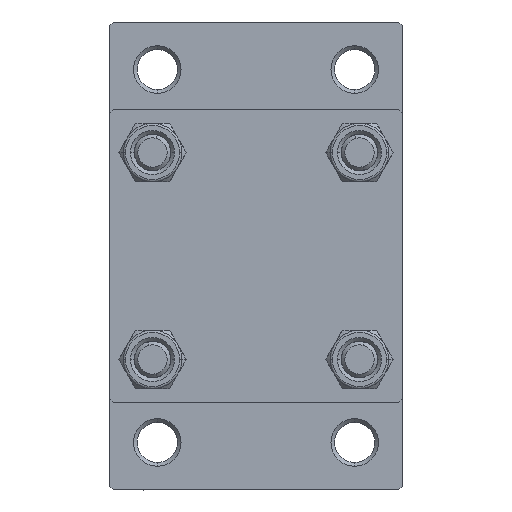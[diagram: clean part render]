
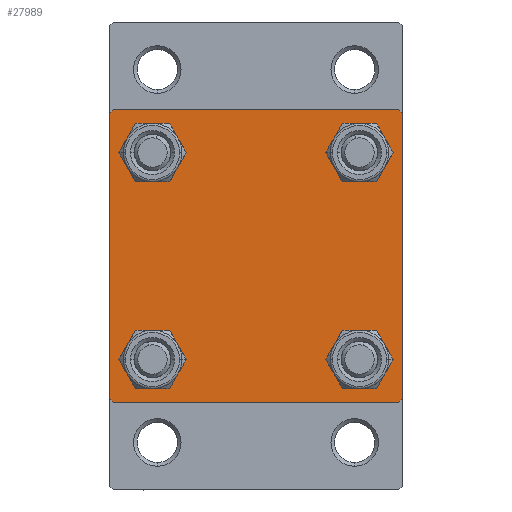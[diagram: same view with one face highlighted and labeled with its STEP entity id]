
A CAD part, left-side view. The second image highlights one B-rep face of the part: STEP entity #27989.
In plain terms, the highlighted planar face has unit normal (-1, 0, 0).
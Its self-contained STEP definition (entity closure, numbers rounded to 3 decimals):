
#247 = CARTESIAN_POINT ( 'NONE',  ( 0., -20., 19.5 ) ) ;
#714 = ORIENTED_EDGE ( 'NONE', *, *, #2940, .T. ) ;
#1806 = DIRECTION ( 'NONE',  ( 0., 0., -1. ) ) ;
#1927 = AXIS2_PLACEMENT_3D ( 'NONE', #40310, #5768, #21168 ) ;
#2223 = CIRCLE ( 'NONE', #31233, 3. ) ;
#2940 = EDGE_CURVE ( 'NONE', #19639, #40354, #2223, .T. ) ;
#3534 = DIRECTION ( 'NONE',  ( 1., 0., 0. ) ) ;
#3579 = DIRECTION ( 'NONE',  ( 0., 0., 1. ) ) ;
#4302 = DIRECTION ( 'NONE',  ( 1., 0., 0. ) ) ;
#4385 = DIRECTION ( 'NONE',  ( 0., -1., 0. ) ) ;
#4431 = VERTEX_POINT ( 'NONE', #42440 ) ;
#4683 = FACE_BOUND ( 'NONE', #49709, .T. ) ;
#5126 = VECTOR ( 'NONE', #32315, 1000. ) ;
#5183 = DIRECTION ( 'NONE',  ( 0., 0., 1. ) ) ;
#5768 = DIRECTION ( 'NONE',  ( 1., 0., 0. ) ) ;
#6820 = EDGE_CURVE ( 'NONE', #24674, #25752, #42102, .T. ) ;
#7220 = EDGE_CURVE ( 'NONE', #34703, #49228, #24841, .T. ) ;
#7425 = DIRECTION ( 'NONE',  ( 0., 0.707, 0.707 ) ) ;
#8474 = ORIENTED_EDGE ( 'NONE', *, *, #19674, .T. ) ;
#10065 = EDGE_CURVE ( 'NONE', #25752, #29100, #32035, .T. ) ;
#10778 = AXIS2_PLACEMENT_3D ( 'NONE', #37379, #48974, #3579 ) ;
#12809 = VERTEX_POINT ( 'NONE', #42645 ) ;
#13161 = CARTESIAN_POINT ( 'NONE',  ( 0., -20., 20. ) ) ;
#13199 = CIRCLE ( 'NONE', #1927, 3. ) ;
#13378 = VECTOR ( 'NONE', #7425, 1000. ) ;
#14908 = DIRECTION ( 'NONE',  ( 0., 0., 1. ) ) ;
#15305 = ORIENTED_EDGE ( 'NONE', *, *, #24537, .T. ) ;
#15535 = VECTOR ( 'NONE', #4385, 1000. ) ;
#15627 = ORIENTED_EDGE ( 'NONE', *, *, #31909, .T. ) ;
#15710 = LINE ( 'NONE', #24538, #46417 ) ;
#16116 = EDGE_LOOP ( 'NONE', ( #714, #48146 ) ) ;
#16281 = FACE_BOUND ( 'NONE', #26401, .T. ) ;
#16333 = EDGE_CURVE ( 'NONE', #49228, #34703, #28297, .T. ) ;
#16503 = CARTESIAN_POINT ( 'NONE',  ( 0., 14.15, -14.15 ) ) ;
#17005 = DIRECTION ( 'NONE',  ( 1., 0., 0. ) ) ;
#17183 = LINE ( 'NONE', #47425, #5126 ) ;
#17361 = CARTESIAN_POINT ( 'NONE',  ( 0., -14.15, -17.15 ) ) ;
#18576 = DIRECTION ( 'NONE',  ( 1., 0., 0. ) ) ;
#18843 = CARTESIAN_POINT ( 'NONE',  ( 0., -14.15, 11.15 ) ) ;
#19293 = LINE ( 'NONE', #30869, #15535 ) ;
#19452 = VERTEX_POINT ( 'NONE', #22174 ) ;
#19639 = VERTEX_POINT ( 'NONE', #21379 ) ;
#19674 = EDGE_CURVE ( 'NONE', #12809, #4431, #36729, .T. ) ;
#19703 = DIRECTION ( 'NONE',  ( 0., 0., 1. ) ) ;
#19730 = EDGE_CURVE ( 'NONE', #43070, #48788, #32356, .T. ) ;
#19970 = VECTOR ( 'NONE', #42349, 1000. ) ;
#21168 = DIRECTION ( 'NONE',  ( 0., 0., 1. ) ) ;
#21379 = CARTESIAN_POINT ( 'NONE',  ( 0., -14.15, 17.15 ) ) ;
#21960 = CIRCLE ( 'NONE', #41270, 3. ) ;
#21967 = EDGE_CURVE ( 'NONE', #40354, #19639, #21960, .T. ) ;
#22034 = CARTESIAN_POINT ( 'NONE',  ( 0., 14.15, -11.15 ) ) ;
#22174 = CARTESIAN_POINT ( 'NONE',  ( 0., -19.5, 20. ) ) ;
#22500 = DIRECTION ( 'NONE',  ( 0., 0., 1. ) ) ;
#23777 = AXIS2_PLACEMENT_3D ( 'NONE', #43249, #28902, #5183 ) ;
#24358 = FACE_OUTER_BOUND ( 'NONE', #29499, .T. ) ;
#24537 = EDGE_CURVE ( 'NONE', #29100, #12809, #17183, .T. ) ;
#24538 = CARTESIAN_POINT ( 'NONE',  ( 0., 19.75, 19.75 ) ) ;
#24674 = VERTEX_POINT ( 'NONE', #33560 ) ;
#24841 = CIRCLE ( 'NONE', #36878, 3. ) ;
#25520 = CARTESIAN_POINT ( 'NONE',  ( 0., 20., -19.5 ) ) ;
#25668 = EDGE_CURVE ( 'NONE', #29936, #4431, #47690, .T. ) ;
#25752 = VERTEX_POINT ( 'NONE', #25520 ) ;
#26049 = EDGE_LOOP ( 'NONE', ( #15627, #34837 ) ) ;
#26381 = VERTEX_POINT ( 'NONE', #34425 ) ;
#26401 = EDGE_LOOP ( 'NONE', ( #47800, #27205 ) ) ;
#26497 = CARTESIAN_POINT ( 'NONE',  ( 0., -14.15, 14.15 ) ) ;
#26858 = ORIENTED_EDGE ( 'NONE', *, *, #41876, .F. ) ;
#27205 = ORIENTED_EDGE ( 'NONE', *, *, #16333, .T. ) ;
#27665 = ORIENTED_EDGE ( 'NONE', *, *, #10065, .T. ) ;
#27839 = CIRCLE ( 'NONE', #45531, 3. ) ;
#27989 = ADVANCED_FACE ( 'NONE', ( #39215, #4683, #16281, #47026, #24358 ), #32420, .T. ) ;
#28011 = DIRECTION ( 'NONE',  ( 0., -0.707, -0.707 ) ) ;
#28297 = CIRCLE ( 'NONE', #39530, 3. ) ;
#28902 = DIRECTION ( 'NONE',  ( -1., 0., 0. ) ) ;
#29100 = VERTEX_POINT ( 'NONE', #47286 ) ;
#29443 = CARTESIAN_POINT ( 'NONE',  ( 0., -19.75, -19.75 ) ) ;
#29499 = EDGE_LOOP ( 'NONE', ( #34012, #27665, #15305, #8474, #42025, #40617, #26858, #29537 ) ) ;
#29537 = ORIENTED_EDGE ( 'NONE', *, *, #36125, .T. ) ;
#29936 = VERTEX_POINT ( 'NONE', #247 ) ;
#30054 = CARTESIAN_POINT ( 'NONE',  ( 0., 14.15, -14.15 ) ) ;
#30869 = CARTESIAN_POINT ( 'NONE',  ( 0., 20., 20. ) ) ;
#30929 = VECTOR ( 'NONE', #1806, 1000. ) ;
#31233 = AXIS2_PLACEMENT_3D ( 'NONE', #44939, #38090, #22500 ) ;
#31882 = DIRECTION ( 'NONE',  ( 0., 0., 1. ) ) ;
#31909 = EDGE_CURVE ( 'NONE', #26381, #44356, #27839, .T. ) ;
#32035 = LINE ( 'NONE', #46394, #41800 ) ;
#32315 = DIRECTION ( 'NONE',  ( 0., -1., 0. ) ) ;
#32356 = CIRCLE ( 'NONE', #49236, 3. ) ;
#32420 = PLANE ( 'NONE',  #23777 ) ;
#32534 = CIRCLE ( 'NONE', #10778, 3. ) ;
#32996 = VERTEX_POINT ( 'NONE', #48533 ) ;
#33107 = EDGE_CURVE ( 'NONE', #29936, #19452, #42203, .T. ) ;
#33560 = CARTESIAN_POINT ( 'NONE',  ( 0., 20., 19.5 ) ) ;
#33766 = ORIENTED_EDGE ( 'NONE', *, *, #47050, .T. ) ;
#33945 = DIRECTION ( 'NONE',  ( 0., 0., 1. ) ) ;
#34012 = ORIENTED_EDGE ( 'NONE', *, *, #6820, .T. ) ;
#34425 = CARTESIAN_POINT ( 'NONE',  ( 0., 14.15, 17.15 ) ) ;
#34703 = VERTEX_POINT ( 'NONE', #22034 ) ;
#34837 = ORIENTED_EDGE ( 'NONE', *, *, #46586, .T. ) ;
#35719 = CARTESIAN_POINT ( 'NONE',  ( 0., -14.15, -11.15 ) ) ;
#36125 = EDGE_CURVE ( 'NONE', #32996, #24674, #15710, .T. ) ;
#36729 = LINE ( 'NONE', #29443, #46825 ) ;
#36878 = AXIS2_PLACEMENT_3D ( 'NONE', #16503, #17005, #31882 ) ;
#37379 = CARTESIAN_POINT ( 'NONE',  ( 0., -14.15, -14.15 ) ) ;
#37597 = DIRECTION ( 'NONE',  ( 1., 0., 0. ) ) ;
#38090 = DIRECTION ( 'NONE',  ( 1., 0., 0. ) ) ;
#38833 = CARTESIAN_POINT ( 'NONE',  ( 0., 14.15, 14.15 ) ) ;
#39215 = FACE_BOUND ( 'NONE', #16116, .T. ) ;
#39530 = AXIS2_PLACEMENT_3D ( 'NONE', #30054, #37597, #14908 ) ;
#40310 = CARTESIAN_POINT ( 'NONE',  ( 0., 14.15, 14.15 ) ) ;
#40354 = VERTEX_POINT ( 'NONE', #18843 ) ;
#40599 = ORIENTED_EDGE ( 'NONE', *, *, #19730, .T. ) ;
#40617 = ORIENTED_EDGE ( 'NONE', *, *, #33107, .T. ) ;
#40840 = DIRECTION ( 'NONE',  ( 0., 0.707, -0.707 ) ) ;
#41270 = AXIS2_PLACEMENT_3D ( 'NONE', #26497, #3534, #45638 ) ;
#41555 = CARTESIAN_POINT ( 'NONE',  ( 0., 14.15, 11.15 ) ) ;
#41719 = CARTESIAN_POINT ( 'NONE',  ( 0., -19.75, 19.75 ) ) ;
#41800 = VECTOR ( 'NONE', #28011, 1000. ) ;
#41856 = CARTESIAN_POINT ( 'NONE',  ( 0., 20., 20. ) ) ;
#41876 = EDGE_CURVE ( 'NONE', #32996, #19452, #19293, .T. ) ;
#42025 = ORIENTED_EDGE ( 'NONE', *, *, #25668, .F. ) ;
#42102 = LINE ( 'NONE', #41856, #19970 ) ;
#42203 = LINE ( 'NONE', #41719, #13378 ) ;
#42349 = DIRECTION ( 'NONE',  ( 0., 0., -1. ) ) ;
#42440 = CARTESIAN_POINT ( 'NONE',  ( 0., -20., -19.5 ) ) ;
#42645 = CARTESIAN_POINT ( 'NONE',  ( 0., -19.5, -20. ) ) ;
#43070 = VERTEX_POINT ( 'NONE', #17361 ) ;
#43249 = CARTESIAN_POINT ( 'NONE',  ( 0., 0., 0. ) ) ;
#44356 = VERTEX_POINT ( 'NONE', #41555 ) ;
#44797 = DIRECTION ( 'NONE',  ( 0., -0.707, 0.707 ) ) ;
#44939 = CARTESIAN_POINT ( 'NONE',  ( 0., -14.15, 14.15 ) ) ;
#45030 = CARTESIAN_POINT ( 'NONE',  ( 0., 14.15, -17.15 ) ) ;
#45531 = AXIS2_PLACEMENT_3D ( 'NONE', #38833, #4302, #19703 ) ;
#45638 = DIRECTION ( 'NONE',  ( 0., 0., 1. ) ) ;
#45773 = CARTESIAN_POINT ( 'NONE',  ( 0., -14.15, -14.15 ) ) ;
#46394 = CARTESIAN_POINT ( 'NONE',  ( 0., 19.75, -19.75 ) ) ;
#46417 = VECTOR ( 'NONE', #40840, 1000. ) ;
#46586 = EDGE_CURVE ( 'NONE', #44356, #26381, #13199, .T. ) ;
#46825 = VECTOR ( 'NONE', #44797, 1000. ) ;
#47026 = FACE_BOUND ( 'NONE', #26049, .T. ) ;
#47050 = EDGE_CURVE ( 'NONE', #48788, #43070, #32534, .T. ) ;
#47286 = CARTESIAN_POINT ( 'NONE',  ( 0., 19.5, -20. ) ) ;
#47425 = CARTESIAN_POINT ( 'NONE',  ( 0., 20., -20. ) ) ;
#47690 = LINE ( 'NONE', #13161, #30929 ) ;
#47800 = ORIENTED_EDGE ( 'NONE', *, *, #7220, .T. ) ;
#48146 = ORIENTED_EDGE ( 'NONE', *, *, #21967, .T. ) ;
#48533 = CARTESIAN_POINT ( 'NONE',  ( 0., 19.5, 20. ) ) ;
#48788 = VERTEX_POINT ( 'NONE', #35719 ) ;
#48974 = DIRECTION ( 'NONE',  ( 1., 0., 0. ) ) ;
#49228 = VERTEX_POINT ( 'NONE', #45030 ) ;
#49236 = AXIS2_PLACEMENT_3D ( 'NONE', #45773, #18576, #33945 ) ;
#49709 = EDGE_LOOP ( 'NONE', ( #33766, #40599 ) ) ;
